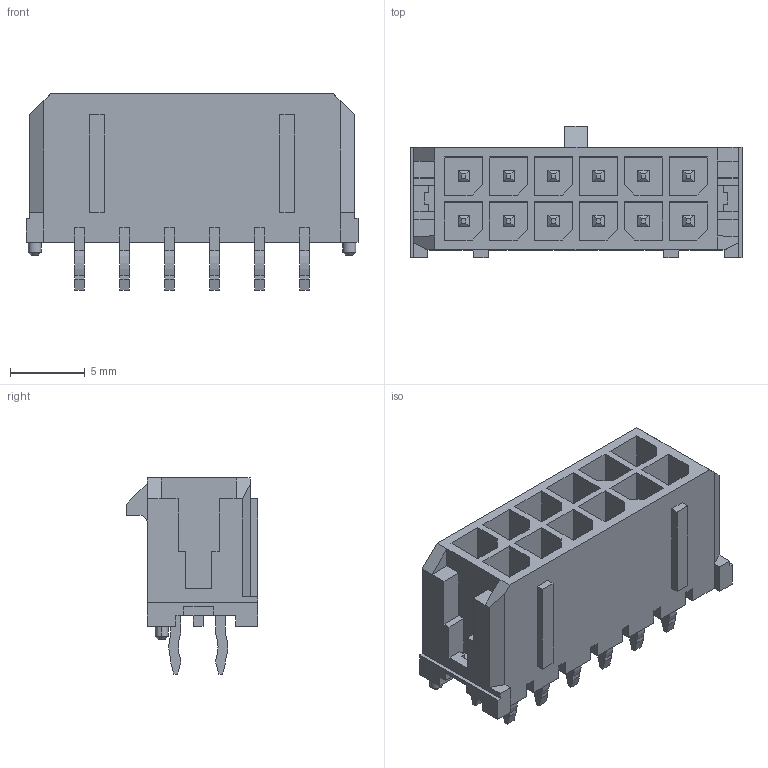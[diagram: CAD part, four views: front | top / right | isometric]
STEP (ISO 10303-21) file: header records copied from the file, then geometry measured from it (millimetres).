
FILE_DESCRIPTION (( 'STEP AP214' ), '1' );
FILE_NAME ('Molex Micor-Fit 3.0 12-pin Vertical- 430451214.STEP', '2015-02-21T08:42:20', ( '' ), ( '' ), 'SwSTEP 2.0', 'SolidWorks 2014', '' );
FILE_SCHEMA (( 'AUTOMOTIVE_DESIGN' ));
Length unit declared in the file: inch
Products named in the file (1): Molex Micor-Fit 3.0 12-pin Vertical- 430451214
Bounding box: 22.15 x 8.77 x 13.09 mm (x, y, z)
Volume: 902.8 mm3; surface area: 2068.6 mm2
Topology: 1 solids, 1 shells, 563 faces, 1459 edges, 928 vertices
Faces by surface type: plane 530, cylinder 29, cone 4
Entity records: 19473 total; most frequent: CARTESIAN_POINT 2951, ORIENTED_EDGE 2918, DIRECTION 2649, EDGE_CURVE 1459, LINE 1397, VECTOR 1397, VERTEX_POINT 928, AXIS2_PLACEMENT_3D 626
